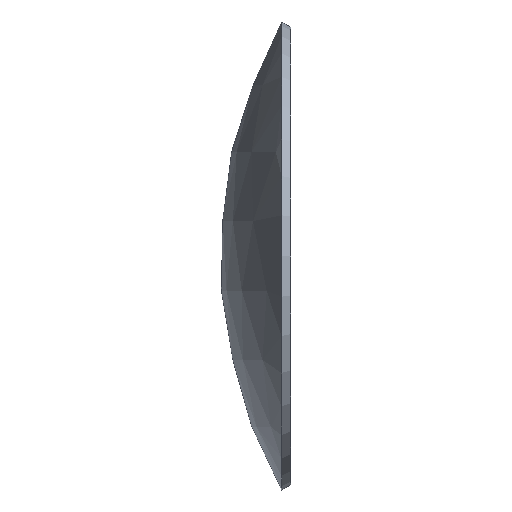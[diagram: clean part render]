
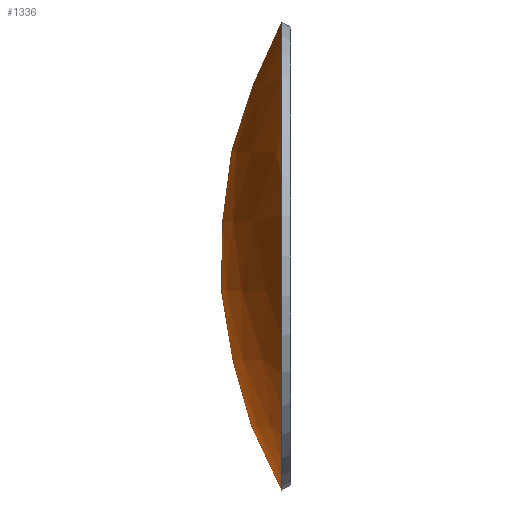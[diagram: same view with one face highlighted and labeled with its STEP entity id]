
A CAD part, left-side view. The second image highlights one B-rep face of the part: STEP entity #1336.
In plain terms, the highlighted spherical face has radius 115.098 mm.
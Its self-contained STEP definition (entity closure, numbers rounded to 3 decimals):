
#316 = AXIS2_PLACEMENT_3D ( 'NONE', #538, #11677, #8916 ) ;
#538 = CARTESIAN_POINT ( 'NONE',  ( 0., 2.178, 0. ) ) ;
#822 = DIRECTION ( 'NONE',  ( 0., 0., 1. ) ) ;
#1336 = ADVANCED_FACE ( 'NONE', ( #2969 ), #3119, .T. ) ;
#2577 = DIRECTION ( 'NONE',  ( 1., 0., 0. ) ) ;
#2969 = FACE_OUTER_BOUND ( 'NONE', #9564, .T. ) ;
#3119 = SPHERICAL_SURFACE ( 'NONE', #5778, 115.098 ) ;
#4355 = ORIENTED_EDGE ( 'NONE', *, *, #9544, .F. ) ;
#5385 = CIRCLE ( 'NONE', #316, 56.5 ) ;
#5778 = AXIS2_PLACEMENT_3D ( 'NONE', #9091, #822, #2577 ) ;
#8916 = DIRECTION ( 'NONE',  ( 1., 0., 0. ) ) ;
#9091 = CARTESIAN_POINT ( 'NONE',  ( 0., -98.098, 0. ) ) ;
#9544 = EDGE_CURVE ( 'NONE', #11710, #11710, #5385, .T. ) ;
#9564 = EDGE_LOOP ( 'NONE', ( #4355 ) ) ;
#11321 = CARTESIAN_POINT ( 'NONE',  ( 56.5, 2.178, 0. ) ) ;
#11677 = DIRECTION ( 'NONE',  ( 0., -1., 0. ) ) ;
#11710 = VERTEX_POINT ( 'NONE', #11321 ) ;
